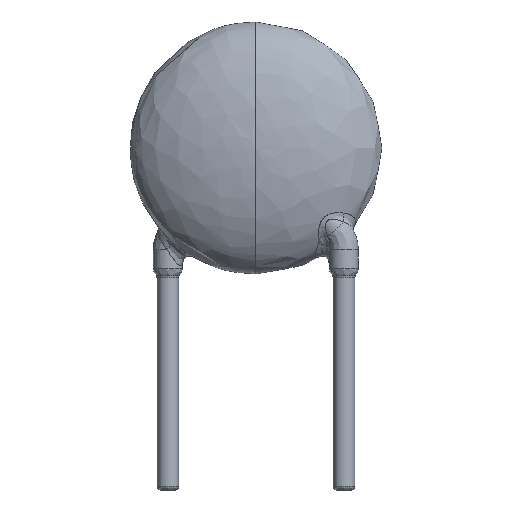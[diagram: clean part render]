
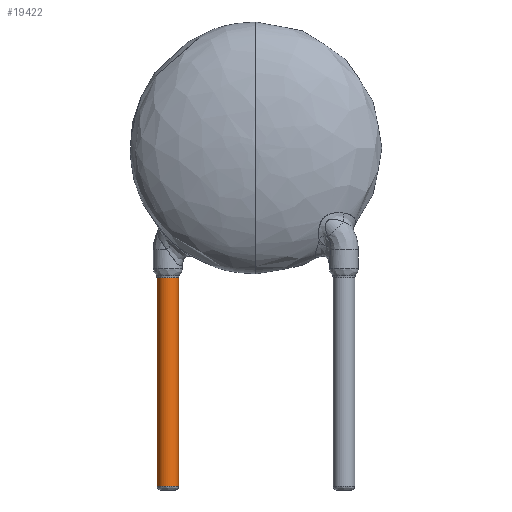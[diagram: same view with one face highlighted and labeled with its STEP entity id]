
A CAD part, front view. The second image highlights one B-rep face of the part: STEP entity #19422.
In plain terms, the highlighted cylindrical face has radius 0.15 mm (diameter 0.3 mm), a partial arc.
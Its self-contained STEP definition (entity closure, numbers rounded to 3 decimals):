
#1150 = CIRCLE ( 'NONE', #20782, 0.15 ) ;
#2722 = AXIS2_PLACEMENT_3D ( 'NONE', #29255, #14204, #31787 ) ;
#3540 = DIRECTION ( 'NONE',  ( 1., 0., 0. ) ) ;
#3808 = EDGE_CURVE ( 'NONE', #4392, #7362, #20254, .T. ) ;
#4392 = VERTEX_POINT ( 'NONE', #32482 ) ;
#5117 = AXIS2_PLACEMENT_3D ( 'NONE', #8491, #20971, #3540 ) ;
#5273 = EDGE_CURVE ( 'NONE', #7362, #30388, #1150, .T. ) ;
#5715 = CARTESIAN_POINT ( 'NONE',  ( -1.223, 0.26, -0.05 ) ) ;
#5911 = ORIENTED_EDGE ( 'NONE', *, *, #6358, .T. ) ;
#5978 = ORIENTED_EDGE ( 'NONE', *, *, #9914, .T. ) ;
#6358 = EDGE_CURVE ( 'NONE', #30388, #10040, #10058, .T. ) ;
#6954 = DIRECTION ( 'NONE',  ( 0., 0., 1. ) ) ;
#7362 = VERTEX_POINT ( 'NONE', #19434 ) ;
#7415 = CARTESIAN_POINT ( 'NONE',  ( -1.373, 0.26, -2.95 ) ) ;
#7927 = CARTESIAN_POINT ( 'NONE',  ( -1.373, 0.26, -0.05 ) ) ;
#8243 = DIRECTION ( 'NONE',  ( 1., 0., 0. ) ) ;
#8491 = CARTESIAN_POINT ( 'NONE',  ( -1.223, 0.26, -3. ) ) ;
#9719 = DIRECTION ( 'NONE',  ( 0., 0., -1. ) ) ;
#9914 = EDGE_CURVE ( 'NONE', #10040, #4392, #20246, .T. ) ;
#10040 = VERTEX_POINT ( 'NONE', #7415 ) ;
#10058 = LINE ( 'NONE', #14654, #22637 ) ;
#11827 = CARTESIAN_POINT ( 'NONE',  ( -1.073, 0.26, -3. ) ) ;
#14204 = DIRECTION ( 'NONE',  ( 0., 0., 1. ) ) ;
#14370 = VECTOR ( 'NONE', #6954, 1000. ) ;
#14654 = CARTESIAN_POINT ( 'NONE',  ( -1.373, 0.26, -3. ) ) ;
#17882 = CYLINDRICAL_SURFACE ( 'NONE', #5117, 0.15 ) ;
#19422 = ADVANCED_FACE ( 'NONE', ( #23375 ), #17882, .T. ) ;
#19434 = CARTESIAN_POINT ( 'NONE',  ( -1.073, 0.26, -0.05 ) ) ;
#20118 = ORIENTED_EDGE ( 'NONE', *, *, #3808, .T. ) ;
#20246 = CIRCLE ( 'NONE', #2722, 0.15 ) ;
#20254 = LINE ( 'NONE', #11827, #14370 ) ;
#20782 = AXIS2_PLACEMENT_3D ( 'NONE', #5715, #23241, #8243 ) ;
#20971 = DIRECTION ( 'NONE',  ( 0., 0., 1. ) ) ;
#21246 = EDGE_LOOP ( 'NONE', ( #20118, #29910, #5911, #5978 ) ) ;
#22637 = VECTOR ( 'NONE', #9719, 1000. ) ;
#23241 = DIRECTION ( 'NONE',  ( 0., 0., -1. ) ) ;
#23375 = FACE_OUTER_BOUND ( 'NONE', #21246, .T. ) ;
#29255 = CARTESIAN_POINT ( 'NONE',  ( -1.223, 0.26, -2.95 ) ) ;
#29910 = ORIENTED_EDGE ( 'NONE', *, *, #5273, .T. ) ;
#30388 = VERTEX_POINT ( 'NONE', #7927 ) ;
#31787 = DIRECTION ( 'NONE',  ( 1., 0., 0. ) ) ;
#32482 = CARTESIAN_POINT ( 'NONE',  ( -1.073, 0.26, -2.95 ) ) ;
